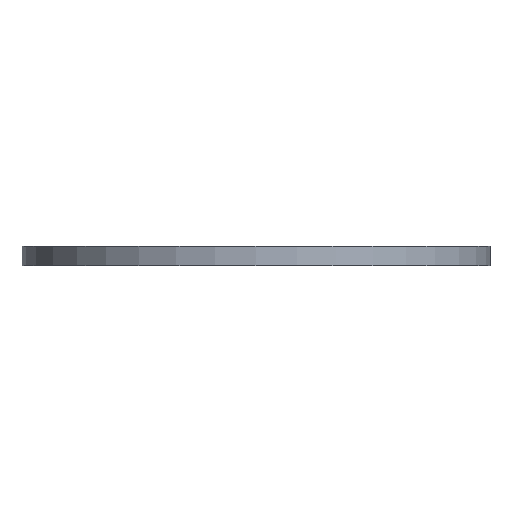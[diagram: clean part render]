
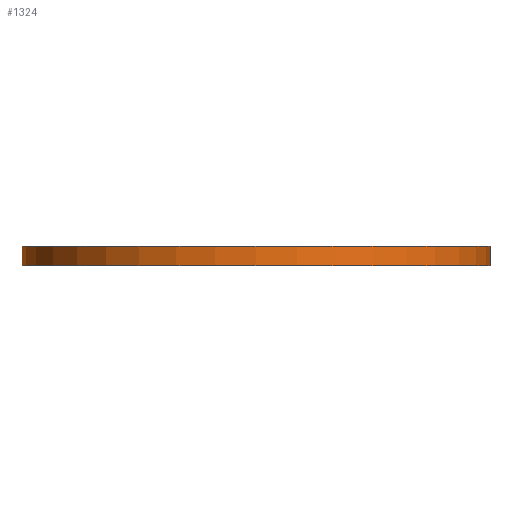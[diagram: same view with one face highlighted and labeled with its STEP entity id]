
A CAD part, front view. The second image highlights one B-rep face of the part: STEP entity #1324.
In plain terms, the highlighted cylindrical face has radius 152.4 mm (diameter 304.8 mm), a partial arc.
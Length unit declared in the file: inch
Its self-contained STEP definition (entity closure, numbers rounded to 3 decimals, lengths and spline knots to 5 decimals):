
#10 = AXIS2_PLACEMENT_3D ( 'NONE', #532, #478, #506 ) ;
#19 = AXIS2_PLACEMENT_3D ( 'NONE', #590, #564, #544 ) ;
#184 = EDGE_LOOP ( 'NONE', ( #876, #877, #878, #879 ) ) ;
#287 = EDGE_CURVE ( 'NONE', #569, #510, #978, .T. ) ;
#288 = EDGE_CURVE ( 'NONE', #449, #569, #984, .T. ) ;
#298 = EDGE_CURVE ( 'NONE', #480, #510, #990, .T. ) ;
#349 = EDGE_CURVE ( 'NONE', #449, #480, #1132, .T. ) ;
#418 = DIRECTION ( 'NONE',  ( 0., 0., 1. ) ) ;
#449 = VERTEX_POINT ( 'NONE', #767 ) ;
#478 = DIRECTION ( 'NONE',  ( 0., 0., -1. ) ) ;
#480 = VERTEX_POINT ( 'NONE', #771 ) ;
#506 = DIRECTION ( 'NONE',  ( -1., 0., 0. ) ) ;
#510 = VERTEX_POINT ( 'NONE', #772 ) ;
#532 = CARTESIAN_POINT ( 'NONE',  ( 0., 0., 0. ) ) ;
#544 = DIRECTION ( 'NONE',  ( -1., 0., 0. ) ) ;
#547 = DIRECTION ( 'NONE',  ( 0., 0., 1. ) ) ;
#558 = DIRECTION ( 'NONE',  ( 1., 0., 0. ) ) ;
#559 = CARTESIAN_POINT ( 'NONE',  ( -6., 0., -0.5 ) ) ;
#564 = DIRECTION ( 'NONE',  ( 0., 0., -1. ) ) ;
#569 = VERTEX_POINT ( 'NONE', #764 ) ;
#590 = CARTESIAN_POINT ( 'NONE',  ( 0., 0., -0.5 ) ) ;
#721 = CARTESIAN_POINT ( 'NONE',  ( 6., 0., -0.5 ) ) ;
#722 = DIRECTION ( 'NONE',  ( 0., 0., 1. ) ) ;
#764 = CARTESIAN_POINT ( 'NONE',  ( -6., 0., -0.5 ) ) ;
#767 = CARTESIAN_POINT ( 'NONE',  ( 6., 0., -0.5 ) ) ;
#771 = CARTESIAN_POINT ( 'NONE',  ( 6., 0., 0. ) ) ;
#772 = CARTESIAN_POINT ( 'NONE',  ( -6., 0., 0. ) ) ;
#855 = CARTESIAN_POINT ( 'NONE',  ( 0., 0., -0.5 ) ) ;
#876 = ORIENTED_EDGE ( 'NONE', *, *, #287, .F. ) ;
#877 = ORIENTED_EDGE ( 'NONE', *, *, #288, .F. ) ;
#878 = ORIENTED_EDGE ( 'NONE', *, *, #349, .T. ) ;
#879 = ORIENTED_EDGE ( 'NONE', *, *, #298, .T. ) ;
#978 = LINE ( 'NONE', #559, #979 ) ;
#979 = VECTOR ( 'NONE', #547, 39.37008 ) ;
#984 = CIRCLE ( 'NONE', #19, 6. ) ;
#990 = CIRCLE ( 'NONE', #10, 6. ) ;
#1132 = LINE ( 'NONE', #721, #1133 ) ;
#1133 = VECTOR ( 'NONE', #722, 39.37008 ) ;
#1211 = FACE_OUTER_BOUND ( 'NONE', #184, .T. ) ;
#1220 = CYLINDRICAL_SURFACE ( 'NONE', #1333, 6. ) ;
#1324 = ADVANCED_FACE ( 'NONE', ( #1211 ), #1220, .T. ) ;
#1333 = AXIS2_PLACEMENT_3D ( 'NONE', #855, #418, #558 ) ;
